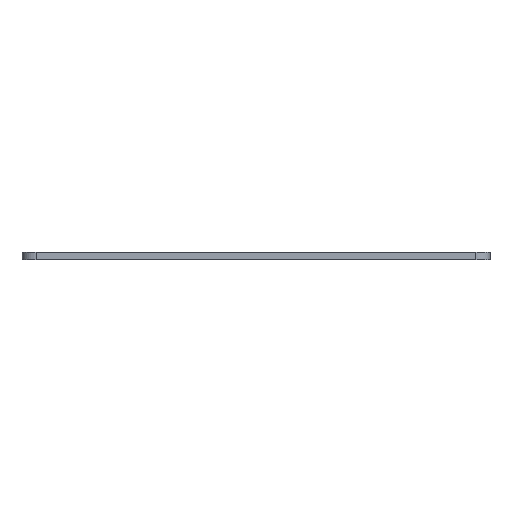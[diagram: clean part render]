
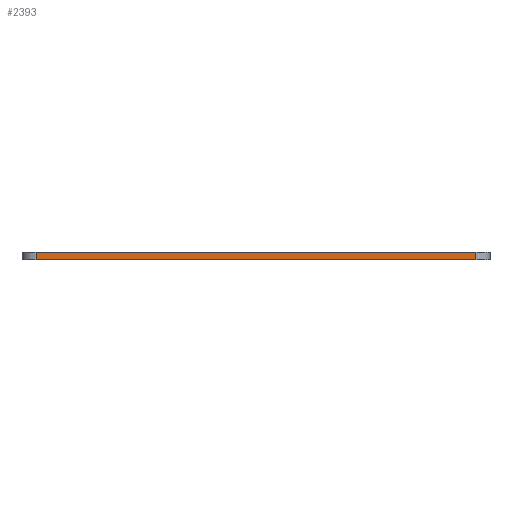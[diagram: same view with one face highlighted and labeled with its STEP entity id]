
A CAD part, left-side view. The second image highlights one B-rep face of the part: STEP entity #2393.
In plain terms, the highlighted planar face has unit normal (-1, 0, 0).
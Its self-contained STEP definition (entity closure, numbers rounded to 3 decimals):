
#5 = VERTEX_POINT ( 'NONE', #4559 ) ;
#171 = DIRECTION ( 'NONE',  ( 0., 0., -1. ) ) ;
#205 = ORIENTED_EDGE ( 'NONE', *, *, #1022, .F. ) ;
#211 = EDGE_CURVE ( 'NONE', #1315, #5, #4334, .T. ) ;
#242 = EDGE_CURVE ( 'NONE', #2544, #1315, #1740, .T. ) ;
#299 = VECTOR ( 'NONE', #738, 1000. ) ;
#312 = DIRECTION ( 'NONE',  ( 0., 0., -1. ) ) ;
#609 = EDGE_LOOP ( 'NONE', ( #205, #4050, #2091, #2119 ) ) ;
#738 = DIRECTION ( 'NONE',  ( 0., 1., 0. ) ) ;
#1022 = EDGE_CURVE ( 'NONE', #1910, #5, #1138, .T. ) ;
#1105 = CARTESIAN_POINT ( 'NONE',  ( 0., 97., 1.5 ) ) ;
#1138 = LINE ( 'NONE', #2305, #2968 ) ;
#1250 = DIRECTION ( 'NONE',  ( -1., 0., 0. ) ) ;
#1315 = VERTEX_POINT ( 'NONE', #1105 ) ;
#1740 = LINE ( 'NONE', #4134, #299 ) ;
#1829 = VECTOR ( 'NONE', #312, 1000. ) ;
#1910 = VERTEX_POINT ( 'NONE', #2705 ) ;
#2091 = ORIENTED_EDGE ( 'NONE', *, *, #242, .T. ) ;
#2119 = ORIENTED_EDGE ( 'NONE', *, *, #211, .T. ) ;
#2305 = CARTESIAN_POINT ( 'NONE',  ( 0., 0., 0. ) ) ;
#2393 = ADVANCED_FACE ( 'NONE', ( #4625 ), #4204, .T. ) ;
#2544 = VERTEX_POINT ( 'NONE', #3329 ) ;
#2655 = DIRECTION ( 'NONE',  ( 0., 1., 0. ) ) ;
#2705 = CARTESIAN_POINT ( 'NONE',  ( 0., 3., 0. ) ) ;
#2968 = VECTOR ( 'NONE', #2655, 1000. ) ;
#3329 = CARTESIAN_POINT ( 'NONE',  ( 0., 3., 1.5 ) ) ;
#3510 = DIRECTION ( 'NONE',  ( 0., 0., 1. ) ) ;
#3646 = CARTESIAN_POINT ( 'NONE',  ( 0., 97., 1.5 ) ) ;
#3753 = LINE ( 'NONE', #4813, #1829 ) ;
#4050 = ORIENTED_EDGE ( 'NONE', *, *, #4456, .F. ) ;
#4134 = CARTESIAN_POINT ( 'NONE',  ( 0., 0., 1.5 ) ) ;
#4204 = PLANE ( 'NONE',  #4586 ) ;
#4328 = VECTOR ( 'NONE', #171, 1000. ) ;
#4334 = LINE ( 'NONE', #3646, #4328 ) ;
#4456 = EDGE_CURVE ( 'NONE', #2544, #1910, #3753, .T. ) ;
#4559 = CARTESIAN_POINT ( 'NONE',  ( 0., 97., 0. ) ) ;
#4586 = AXIS2_PLACEMENT_3D ( 'NONE', #4648, #1250, #3510 ) ;
#4625 = FACE_OUTER_BOUND ( 'NONE', #609, .T. ) ;
#4648 = CARTESIAN_POINT ( 'NONE',  ( 0., 0., 1.5 ) ) ;
#4813 = CARTESIAN_POINT ( 'NONE',  ( 0., 3., 1.5 ) ) ;
